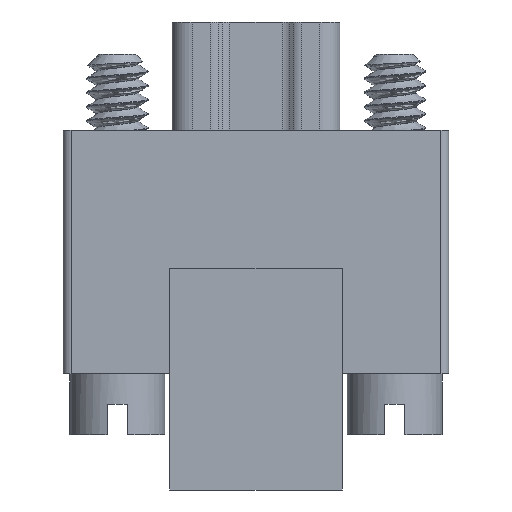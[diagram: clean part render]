
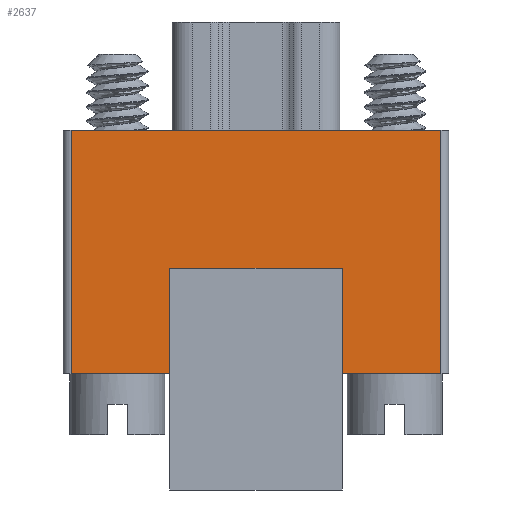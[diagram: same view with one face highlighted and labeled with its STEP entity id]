
A CAD part, front view. The second image highlights one B-rep face of the part: STEP entity #2637.
In plain terms, the highlighted planar face has unit normal (0, -1, 0).
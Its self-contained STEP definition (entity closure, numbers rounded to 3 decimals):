
#1194=DIRECTION('',(-1.,0.,0.));
#1195=VECTOR('',#1194,2.43);
#1196=CARTESIAN_POINT('',(-2.135,-1.93,0.));
#1197=LINE('',#1196,#1195);
#1228=DIRECTION('',(0.,0.,1.));
#1229=VECTOR('',#1228,6.03);
#1230=CARTESIAN_POINT('',(-4.565,-1.93,0.));
#1231=LINE('',#1230,#1229);
#1236=DIRECTION('',(-1.,0.,0.));
#1237=VECTOR('',#1236,9.13);
#1238=CARTESIAN_POINT('',(4.565,-1.93,6.03));
#1239=LINE('',#1238,#1237);
#1240=DIRECTION('',(0.,0.,-1.));
#1241=VECTOR('',#1240,2.613);
#1242=CARTESIAN_POINT('',(2.135,-1.93,2.613));
#1243=LINE('',#1242,#1241);
#1244=DIRECTION('',(1.,0.,0.));
#1245=VECTOR('',#1244,4.27);
#1246=CARTESIAN_POINT('',(-2.135,-1.93,2.613));
#1247=LINE('',#1246,#1245);
#1248=DIRECTION('',(0.,0.,1.));
#1249=VECTOR('',#1248,2.613);
#1250=CARTESIAN_POINT('',(-2.135,-1.93,0.));
#1251=LINE('',#1250,#1249);
#1256=DIRECTION('',(0.,0.,-1.));
#1257=VECTOR('',#1256,6.03);
#1258=CARTESIAN_POINT('',(4.565,-1.93,6.03));
#1259=LINE('',#1258,#1257);
#1276=DIRECTION('',(-1.,0.,0.));
#1277=VECTOR('',#1276,2.43);
#1278=CARTESIAN_POINT('',(4.565,-1.93,0.));
#1279=LINE('',#1278,#1277);
#1786=CARTESIAN_POINT('',(-4.565,-1.93,0.));
#1788=VERTEX_POINT('',#1786);
#1874=CARTESIAN_POINT('',(-4.565,-1.93,6.03));
#1875=VERTEX_POINT('',#1874);
#1947=CARTESIAN_POINT('',(-2.135,-1.93,2.613));
#1949=VERTEX_POINT('',#1947);
#1979=CARTESIAN_POINT('',(-2.135,-1.93,0.));
#1981=VERTEX_POINT('',#1979);
#1996=CARTESIAN_POINT('',(4.565,-1.93,6.03));
#1997=CARTESIAN_POINT('',(4.565,-1.93,0.));
#1998=VERTEX_POINT('',#1996);
#1999=VERTEX_POINT('',#1997);
#2002=CARTESIAN_POINT('',(2.135,-1.93,2.613));
#2003=VERTEX_POINT('',#2002);
#2034=CARTESIAN_POINT('',(2.135,-1.93,0.));
#2035=VERTEX_POINT('',#2034);
#2619=CARTESIAN_POINT('',(-4.765,-1.93,6.03));
#2620=DIRECTION('',(0.,1.,0.));
#2621=DIRECTION('',(0.,0.,1.));
#2622=AXIS2_PLACEMENT_3D('',#2619,#2620,#2621);
#2623=PLANE('',#2622);
#2624=ORIENTED_EDGE('',*,*,#2556,.T.);
#2625=ORIENTED_EDGE('',*,*,#2612,.T.);
#2626=ORIENTED_EDGE('',*,*,#2234,.F.);
#2628=ORIENTED_EDGE('',*,*,#2627,.T.);
#2630=ORIENTED_EDGE('',*,*,#2629,.T.);
#2632=ORIENTED_EDGE('',*,*,#2631,.F.);
#2633=ORIENTED_EDGE('',*,*,#2519,.F.);
#2634=ORIENTED_EDGE('',*,*,#2534,.F.);
#2635=EDGE_LOOP('',(#2624,#2625,#2626,#2628,#2630,#2632,#2633,#2634));
#2636=FACE_OUTER_BOUND('',#2635,.F.);
#2234=EDGE_CURVE('',#1998,#1875,#1239,.T.);
#2519=EDGE_CURVE('',#1949,#2003,#1247,.T.);
#2534=EDGE_CURVE('',#1981,#1949,#1251,.T.);
#2556=EDGE_CURVE('',#1981,#1788,#1197,.T.);
#2612=EDGE_CURVE('',#1788,#1875,#1231,.T.);
#2627=EDGE_CURVE('',#1998,#1999,#1259,.T.);
#2629=EDGE_CURVE('',#1999,#2035,#1279,.T.);
#2631=EDGE_CURVE('',#2003,#2035,#1243,.T.);
#2637=ADVANCED_FACE('',(#2636),#2623,.F.);
